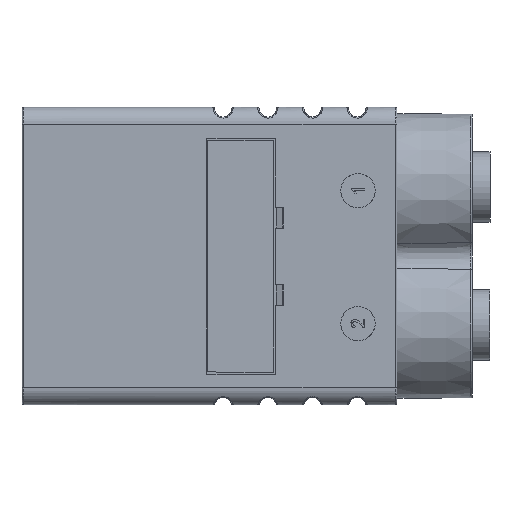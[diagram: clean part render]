
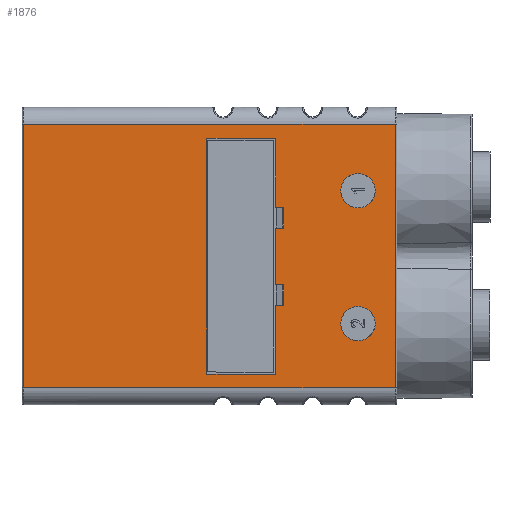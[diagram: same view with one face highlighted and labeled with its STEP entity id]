
A CAD part, front view. The second image highlights one B-rep face of the part: STEP entity #1876.
In plain terms, the highlighted planar face has unit normal (0, -1, 0).
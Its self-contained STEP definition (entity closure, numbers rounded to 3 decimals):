
#691=CIRCLE('',#22849,1.);
#692=CIRCLE('',#22850,1.);
#693=CIRCLE('',#22851,1.);
#694=CIRCLE('',#22852,1.);
#1010=FACE_BOUND('',#5110,.T.);
#1011=FACE_BOUND('',#5111,.T.);
#1012=FACE_BOUND('',#5112,.T.);
#1013=FACE_BOUND('',#5113,.T.);
#1876=ADVANCED_FACE('',(#1010,#1011,#1012,#1013),#3107,.F.);
#3107=PLANE('',#22853);
#5110=EDGE_LOOP('',(#7719,#7720,#7721,#7722));
#5111=EDGE_LOOP('',(#7723,#7724,#7725,#7726,#7727,#7728,#7729,#7730,#7731,
#7732,#7733,#7734));
#5112=EDGE_LOOP('',(#7735,#7736));
#5113=EDGE_LOOP('',(#7737,#7738));
#7719=ORIENTED_EDGE('',*,*,#16265,.F.);
#7720=ORIENTED_EDGE('',*,*,#16266,.F.);
#7721=ORIENTED_EDGE('',*,*,#16076,.F.);
#7722=ORIENTED_EDGE('',*,*,#16263,.F.);
#7723=ORIENTED_EDGE('',*,*,#16267,.F.);
#7724=ORIENTED_EDGE('',*,*,#15974,.T.);
#7725=ORIENTED_EDGE('',*,*,#16268,.T.);
#7726=ORIENTED_EDGE('',*,*,#16269,.T.);
#7727=ORIENTED_EDGE('',*,*,#16270,.F.);
#7728=ORIENTED_EDGE('',*,*,#16271,.F.);
#7729=ORIENTED_EDGE('',*,*,#16272,.T.);
#7730=ORIENTED_EDGE('',*,*,#16273,.T.);
#7731=ORIENTED_EDGE('',*,*,#16274,.F.);
#7732=ORIENTED_EDGE('',*,*,#16275,.F.);
#7733=ORIENTED_EDGE('',*,*,#16276,.T.);
#7734=ORIENTED_EDGE('',*,*,#16277,.T.);
#7735=ORIENTED_EDGE('',*,*,#16278,.T.);
#7736=ORIENTED_EDGE('',*,*,#16279,.T.);
#7737=ORIENTED_EDGE('',*,*,#16280,.T.);
#7738=ORIENTED_EDGE('',*,*,#16281,.T.);
#13858=VERTEX_POINT('',#30653);
#13859=VERTEX_POINT('',#30655);
#13950=VERTEX_POINT('',#30971);
#13951=VERTEX_POINT('',#30975);
#14070=VERTEX_POINT('',#33017);
#14071=VERTEX_POINT('',#33135);
#14072=VERTEX_POINT('',#33138);
#14073=VERTEX_POINT('',#33140);
#14074=VERTEX_POINT('',#33142);
#14075=VERTEX_POINT('',#33144);
#14076=VERTEX_POINT('',#33146);
#14077=VERTEX_POINT('',#33148);
#14078=VERTEX_POINT('',#33150);
#14079=VERTEX_POINT('',#33152);
#14080=VERTEX_POINT('',#33154);
#14081=VERTEX_POINT('',#33156);
#14082=VERTEX_POINT('',#33159);
#14083=VERTEX_POINT('',#33160);
#14084=VERTEX_POINT('',#33163);
#14085=VERTEX_POINT('',#33164);
#15974=EDGE_CURVE('',#13859,#13858,#19269,.T.);
#16076=EDGE_CURVE('',#13950,#13951,#19330,.T.);
#16263=EDGE_CURVE('',#14070,#13950,#19393,.T.);
#16265=EDGE_CURVE('',#14071,#14070,#19394,.T.);
#16266=EDGE_CURVE('',#13951,#14071,#19395,.T.);
#16267=EDGE_CURVE('',#13859,#14072,#19396,.T.);
#16268=EDGE_CURVE('',#13858,#14073,#19397,.T.);
#16269=EDGE_CURVE('',#14073,#14074,#19398,.T.);
#16270=EDGE_CURVE('',#14075,#14074,#19399,.T.);
#16271=EDGE_CURVE('',#14076,#14075,#19400,.T.);
#16272=EDGE_CURVE('',#14076,#14077,#19401,.T.);
#16273=EDGE_CURVE('',#14077,#14078,#19402,.T.);
#16274=EDGE_CURVE('',#14079,#14078,#19403,.T.);
#16275=EDGE_CURVE('',#14080,#14079,#19404,.T.);
#16276=EDGE_CURVE('',#14080,#14081,#19405,.T.);
#16277=EDGE_CURVE('',#14081,#14072,#19406,.T.);
#16278=EDGE_CURVE('',#14082,#14083,#691,.T.);
#16279=EDGE_CURVE('',#14083,#14082,#692,.T.);
#16280=EDGE_CURVE('',#14084,#14085,#693,.T.);
#16281=EDGE_CURVE('',#14085,#14084,#694,.T.);
#19269=LINE('',#30654,#20914);
#19330=LINE('',#30974,#20975);
#19393=LINE('',#33018,#21038);
#19394=LINE('',#33134,#21039);
#19395=LINE('',#33136,#21040);
#19396=LINE('',#33137,#21041);
#19397=LINE('',#33139,#21042);
#19398=LINE('',#33141,#21043);
#19399=LINE('',#33143,#21044);
#19400=LINE('',#33145,#21045);
#19401=LINE('',#33147,#21046);
#19402=LINE('',#33149,#21047);
#19403=LINE('',#33151,#21048);
#19404=LINE('',#33153,#21049);
#19405=LINE('',#33155,#21050);
#19406=LINE('',#33157,#21051);
#20914=VECTOR('',#24771,1.);
#20975=VECTOR('',#24896,1.);
#21038=VECTOR('',#25107,1.);
#21039=VECTOR('',#25110,1.);
#21040=VECTOR('',#25111,1.);
#21041=VECTOR('',#25112,1.);
#21042=VECTOR('',#25113,1.);
#21043=VECTOR('',#25114,1.);
#21044=VECTOR('',#25115,1.);
#21045=VECTOR('',#25116,1.);
#21046=VECTOR('',#25117,1.);
#21047=VECTOR('',#25118,1.);
#21048=VECTOR('',#25119,1.);
#21049=VECTOR('',#25120,1.);
#21050=VECTOR('',#25121,1.);
#21051=VECTOR('',#25122,1.);
#22849=AXIS2_PLACEMENT_3D('',#33158,#25123,#25124);
#22850=AXIS2_PLACEMENT_3D('',#33161,#25125,#25126);
#22851=AXIS2_PLACEMENT_3D('',#33162,#25127,#25128);
#22852=AXIS2_PLACEMENT_3D('',#33165,#25129,#25130);
#22853=AXIS2_PLACEMENT_3D('',#33166,#25131,#25132);
#24771=DIRECTION('',(0.,0.,1.));
#24896=DIRECTION('',(0.,0.,1.));
#25107=DIRECTION('',(-1.,0.,0.));
#25110=DIRECTION('',(0.,0.,-1.));
#25111=DIRECTION('',(1.,0.,0.));
#25112=DIRECTION('',(1.,0.,0.));
#25113=DIRECTION('',(1.,0.,-0.003));
#25114=DIRECTION('',(0.,0.,-1.));
#25115=DIRECTION('',(-1.,0.,0.005));
#25116=DIRECTION('',(0.,0.,1.));
#25117=DIRECTION('',(-1.,0.,0.005));
#25118=DIRECTION('',(0.,0.,-1.));
#25119=DIRECTION('',(-1.,0.,0.005));
#25120=DIRECTION('',(0.,0.,1.));
#25121=DIRECTION('',(-1.,0.,0.005));
#25122=DIRECTION('',(0.,0.,-1.));
#25123=DIRECTION('',(0.,1.,0.));
#25124=DIRECTION('',(0.,0.,1.));
#25125=DIRECTION('',(0.,1.,0.));
#25126=DIRECTION('',(0.,0.,-1.));
#25127=DIRECTION('',(0.,1.,0.));
#25128=DIRECTION('',(0.,0.,1.));
#25129=DIRECTION('',(0.,1.,0.));
#25130=DIRECTION('',(0.,0.,-1.));
#25131=DIRECTION('',(0.,1.,0.));
#25132=DIRECTION('',(0.,0.,-1.));
#30653=CARTESIAN_POINT('',(10.753,-4.65,6.845));
#30654=CARTESIAN_POINT('',(10.753,-4.65,-6.873));
#30655=CARTESIAN_POINT('',(10.753,-4.65,-6.873));
#30971=CARTESIAN_POINT('',(0.1,-4.65,-7.65));
#30974=CARTESIAN_POINT('',(0.1,-4.65,-7.65));
#30975=CARTESIAN_POINT('',(0.1,-4.65,7.65));
#33017=CARTESIAN_POINT('',(21.7,-4.65,-7.65));
#33018=CARTESIAN_POINT('',(21.7,-4.65,-7.65));
#33134=CARTESIAN_POINT('',(21.7,-4.65,7.65));
#33135=CARTESIAN_POINT('',(21.7,-4.65,7.65));
#33136=CARTESIAN_POINT('',(0.1,-4.65,7.65));
#33137=CARTESIAN_POINT('',(10.753,-4.65,-6.873));
#33138=CARTESIAN_POINT('',(14.753,-4.65,-6.873));
#33139=CARTESIAN_POINT('',(10.753,-4.65,6.845));
#33140=CARTESIAN_POINT('',(14.753,-4.65,6.835));
#33141=CARTESIAN_POINT('',(14.753,-4.65,6.835));
#33142=CARTESIAN_POINT('',(14.753,-4.65,2.825));
#33143=CARTESIAN_POINT('',(15.235,-4.65,2.823));
#33144=CARTESIAN_POINT('',(15.235,-4.65,2.823));
#33145=CARTESIAN_POINT('',(15.235,-4.65,1.623));
#33146=CARTESIAN_POINT('',(15.235,-4.65,1.623));
#33147=CARTESIAN_POINT('',(0.254,-4.65,1.701));
#33148=CARTESIAN_POINT('',(14.753,-4.65,1.625));
#33149=CARTESIAN_POINT('',(14.753,-4.65,1.625));
#33150=CARTESIAN_POINT('',(14.753,-4.65,-1.675));
#33151=CARTESIAN_POINT('',(15.235,-4.65,-1.677));
#33152=CARTESIAN_POINT('',(15.235,-4.65,-1.677));
#33153=CARTESIAN_POINT('',(15.235,-4.65,-2.877));
#33154=CARTESIAN_POINT('',(15.235,-4.65,-2.877));
#33155=CARTESIAN_POINT('',(0.231,-4.65,-2.798));
#33156=CARTESIAN_POINT('',(14.753,-4.65,-2.875));
#33157=CARTESIAN_POINT('',(14.753,-4.65,-2.875));
#33158=CARTESIAN_POINT('',(19.543,-4.65,3.794));
#33159=CARTESIAN_POINT('',(19.543,-4.65,4.794));
#33160=CARTESIAN_POINT('',(19.543,-4.65,2.794));
#33161=CARTESIAN_POINT('',(19.543,-4.65,3.794));
#33162=CARTESIAN_POINT('',(19.54,-4.65,-3.931));
#33163=CARTESIAN_POINT('',(19.54,-4.65,-2.931));
#33164=CARTESIAN_POINT('',(19.54,-4.65,-4.931));
#33165=CARTESIAN_POINT('',(19.54,-4.65,-3.931));
#33166=CARTESIAN_POINT('',(0.2,-4.65,-8.65));
